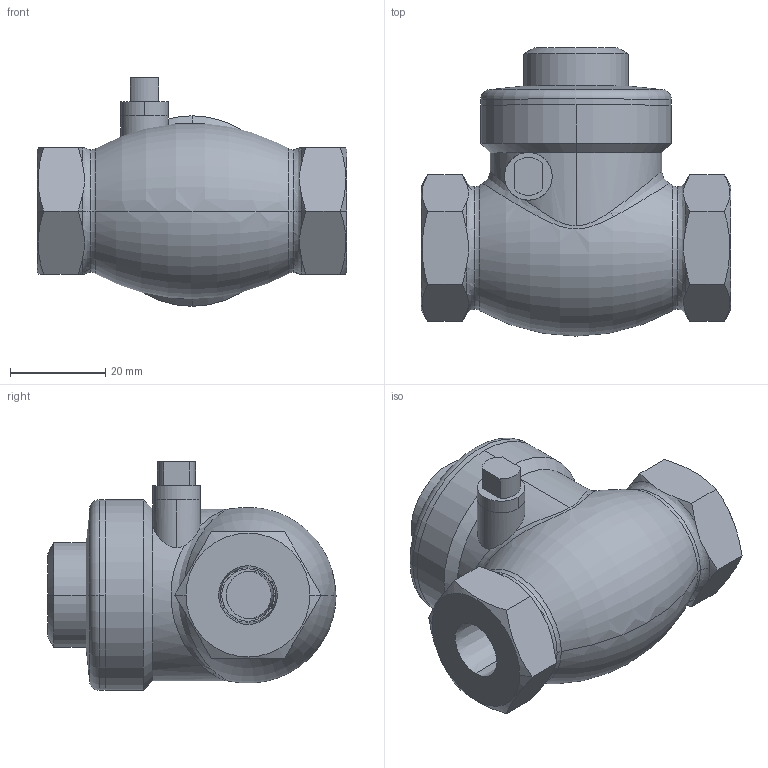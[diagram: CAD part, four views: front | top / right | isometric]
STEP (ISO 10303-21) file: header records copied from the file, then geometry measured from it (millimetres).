
FILE_DESCRIPTION (( 'STEP AP203' ), '1' );
FILE_NAME ('SC-200_DN8.STEP', '2020-02-07T07:11:06', ( '' ), ( '' ), 'SwSTEP 2.0', 'SolidWorks 2012', '' );
FILE_SCHEMA (( 'CONFIG_CONTROL_DESIGN' ));
Length unit declared in the file: millimetre
Products named in the file (6): SC-200_DN8; SC-200-DN15-DISC; SC-200-DN15-TOP COVER; SC-200-DN15-PLUG; SC-200-DN15-HANGER PIN; SC-200-DN8-BODY
Assembly tree (5 placements, depth 2):
  SC-200_DN8
    SC-200-DN8-BODY
    SC-200-DN15-HANGER PIN
    SC-200-DN15-PLUG
    SC-200-DN15-TOP COVER
    SC-200-DN15-DISC
Bounding box: 65 x 60.5 x 48 mm (x, y, z)
Volume: 44317.6 mm3; surface area: 23688.2 mm2
Topology: 5 solids, 5 shells, 145 faces, 339 edges, 213 vertices
Faces by surface type: plane 49, cylinder 48, cone 32, torus 14, bspline 2
Entity records: 5978 total; most frequent: CARTESIAN_POINT 2031, DIRECTION 724, ORIENTED_EDGE 678, EDGE_CURVE 339, AXIS2_PLACEMENT_3D 306, VERTEX_POINT 213, EDGE_LOOP 162, CIRCLE 155
